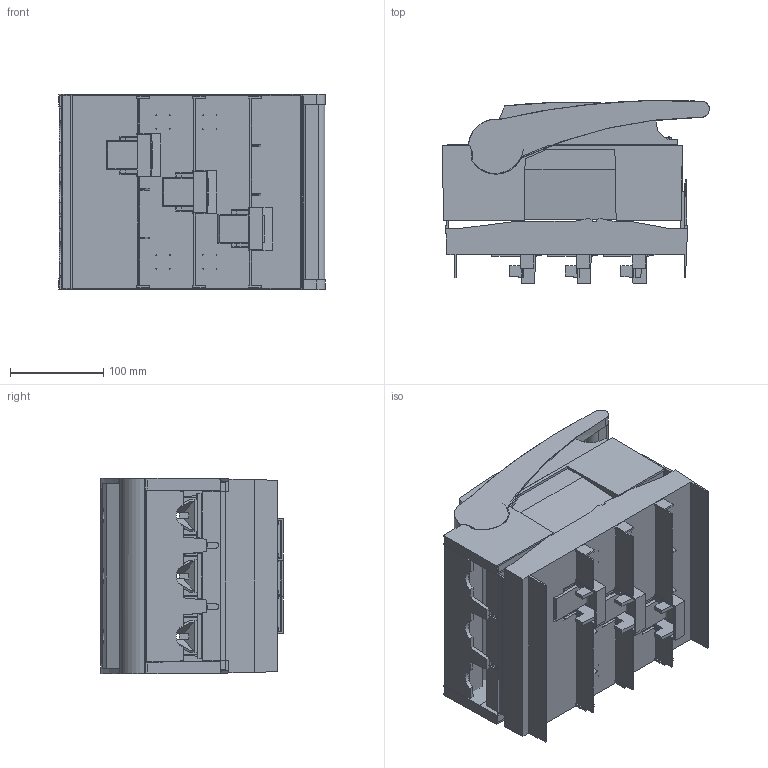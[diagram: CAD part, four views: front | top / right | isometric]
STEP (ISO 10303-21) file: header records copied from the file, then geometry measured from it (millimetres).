
FILE_DESCRIPTION((''),'2;1');
FILE_NAME('PRT0001','2024-01-12T11:27:16',('20724'),(''),'CREO PARAMETRIC BY PTC INC, 2016390','CREO PARAMETRIC BY PTC INC, 2016390','');
FILE_SCHEMA(('AUTOMOTIVE_DESIGN { 1 0 10303 214 1 1 1 1 }'));
Products named in the file (1): PRT0001
Bounding box: 286.61 x 196.34 x 210.18 mm (x, y, z)
Volume: 117794 mm3; surface area: 691508.4 mm2
Topology: 1 solids, 30 shells, 1437 faces, 4486 edges, 3141 vertices
Faces by surface type: plane 1131, cylinder 170, cone 72, torus 52, extrusion 12
Entity records: 63835 total; most frequent: CARTESIAN_POINT 11144, ORIENTED_EDGE 8339, DIRECTION 7576, EDGE_CURVE 4486, PRESENTATION_STYLE_ASSIGNMENT 3687, STYLED_ITEM 3671, VECTOR 3500, LINE 3488
